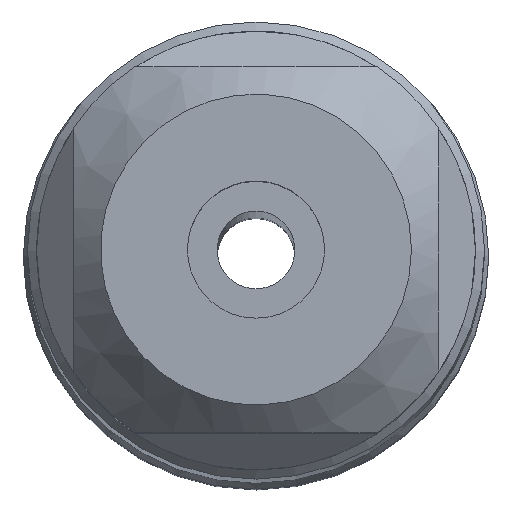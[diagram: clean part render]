
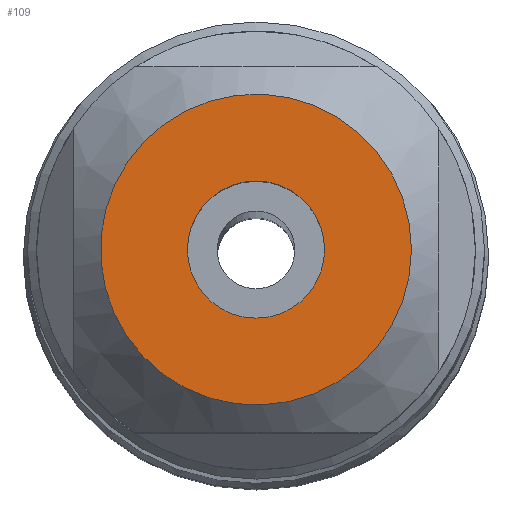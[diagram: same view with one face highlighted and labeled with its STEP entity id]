
A CAD part, top view. The second image highlights one B-rep face of the part: STEP entity #109.
In plain terms, the highlighted planar face has unit normal (0, 0, 1).
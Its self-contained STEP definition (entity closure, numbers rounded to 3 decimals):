
#88=PLANE('',#499);
#109=ADVANCED_FACE('',(#154,#155),#88,.F.);
#154=FACE_BOUND('',#198,.T.);
#155=FACE_BOUND('',#199,.T.);
#198=EDGE_LOOP('',(#250));
#199=EDGE_LOOP('',(#251));
#250=ORIENTED_EDGE('',*,*,#371,.F.);
#251=ORIENTED_EDGE('',*,*,#372,.T.);
#334=VERTEX_POINT('',#734);
#335=VERTEX_POINT('',#736);
#371=EDGE_CURVE('',#334,#334,#416,.T.);
#372=EDGE_CURVE('',#335,#335,#417,.T.);
#416=CIRCLE('',#497,1.5);
#417=CIRCLE('',#498,3.4);
#497=AXIS2_PLACEMENT_3D('',#733,#582,#583);
#498=AXIS2_PLACEMENT_3D('',#735,#584,#585);
#499=AXIS2_PLACEMENT_3D('',#737,#586,#587);
#582=DIRECTION('',(0.,0.,1.));
#583=DIRECTION('',(1.,0.,0.));
#584=DIRECTION('',(0.,0.,1.));
#585=DIRECTION('',(1.,0.,0.));
#586=DIRECTION('',(0.,0.,-1.));
#587=DIRECTION('',(-1.,0.,0.));
#733=CARTESIAN_POINT('',(0.,0.,0.));
#734=CARTESIAN_POINT('',(1.5,0.,0.));
#735=CARTESIAN_POINT('',(0.,0.,0.));
#736=CARTESIAN_POINT('',(3.4,0.,0.));
#737=CARTESIAN_POINT('',(5.3,0.,0.));
